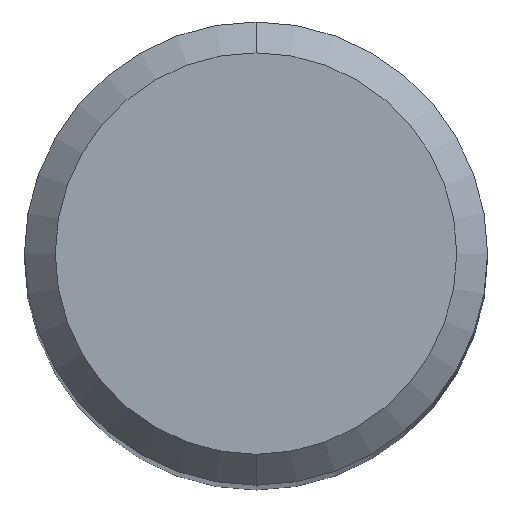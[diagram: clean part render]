
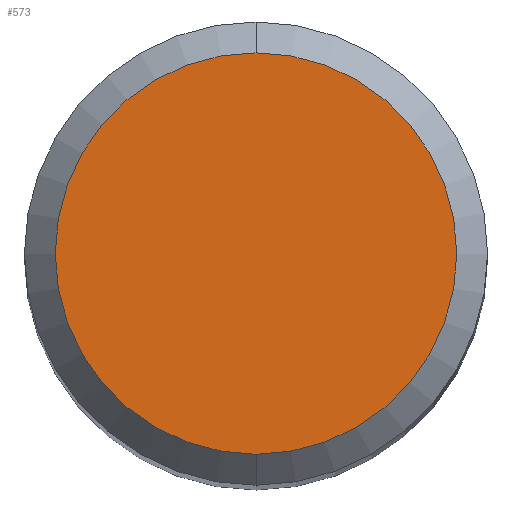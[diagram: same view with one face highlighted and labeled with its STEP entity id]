
A CAD part, top view. The second image highlights one B-rep face of the part: STEP entity #573.
In plain terms, the highlighted planar face has unit normal (0, 0, 1).
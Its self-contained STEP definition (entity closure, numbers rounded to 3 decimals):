
#349=VERTEX_POINT('',#923);
#471=EDGE_CURVE('',#349,#833,#1061,.T.);
#573=ADVANCED_FACE('',(#1171),#1172,.T.);
#735=EDGE_CURVE('',#833,#349,#1345,.T.);
#833=VERTEX_POINT('',#1452);
#923=CARTESIAN_POINT('',(0.,-2.6,0.0));
#1061=CIRCLE('',#3404,2.6);
#1171=FACE_OUTER_BOUND('',#4265,.T.);
#1172=PLANE('',#4266);
#1345=CIRCLE('',#4705,2.6);
#1452=CARTESIAN_POINT('',(0.0,2.6,0.0));
#3404=AXIS2_PLACEMENT_3D('',#6026,#6027,#6028);
#4265=EDGE_LOOP('',(#6134,#6135));
#4266=AXIS2_PLACEMENT_3D('',#6136,#6137,#6138);
#4705=AXIS2_PLACEMENT_3D('',#6279,#6280,#6281);
#6026=CARTESIAN_POINT('',(0.0,0.0,0.0));
#6027=DIRECTION('',(0.0,0.0,-1.0));
#6028=DIRECTION('',(0.0,1.0,0.0));
#6134=ORIENTED_EDGE('',*,*,#735,.F.);
#6135=ORIENTED_EDGE('',*,*,#471,.F.);
#6136=CARTESIAN_POINT('',(0.0,1.3,0.0));
#6137=DIRECTION('',(-0.0,0.0,1.0));
#6138=DIRECTION('',(0.0,-1.0,0.0));
#6279=CARTESIAN_POINT('',(0.0,0.0,0.0));
#6280=DIRECTION('',(0.0,0.0,-1.0));
#6281=DIRECTION('',(0.0,1.0,0.0));
